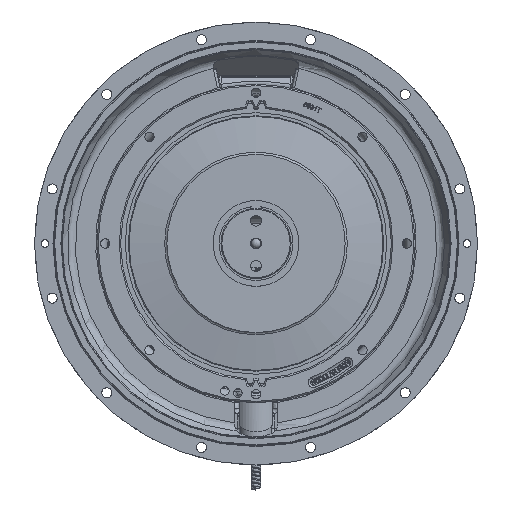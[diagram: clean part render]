
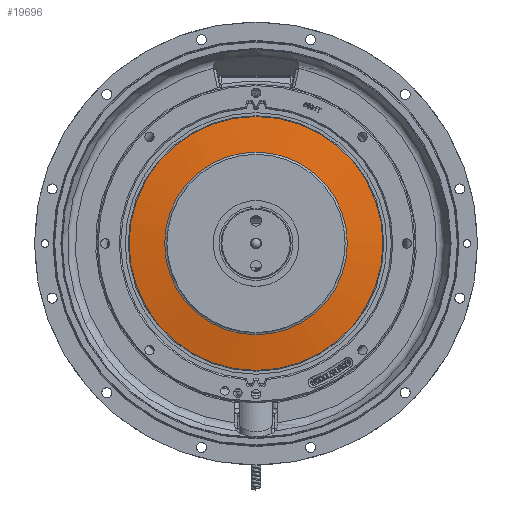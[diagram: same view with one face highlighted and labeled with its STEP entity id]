
A CAD part, top view. The second image highlights one B-rep face of the part: STEP entity #19696.
In plain terms, the highlighted conical face has half-angle 81.101 degrees and reference radius 144.45 mm.
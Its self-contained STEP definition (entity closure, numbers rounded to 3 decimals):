
#856 = VERTEX_POINT ( 'NONE', #70174 ) ;
#2643 = FACE_BOUND ( 'NONE', #6610, .T. ) ;
#6610 = EDGE_LOOP ( 'NONE', ( #69846 ) ) ;
#7804 = CIRCLE ( 'NONE', #156702, 101.049 ) ;
#7933 = CARTESIAN_POINT ( 'NONE',  ( 0., 0., 47.212 ) ) ;
#19696 = ADVANCED_FACE ( 'NONE', ( #153067, #2643 ), #72036, .T. ) ;
#19805 = CARTESIAN_POINT ( 'NONE',  ( -101.049, 0., 47.212 ) ) ;
#27270 = AXIS2_PLACEMENT_3D ( 'NONE', #92880, #69145, #107383 ) ;
#27606 = EDGE_LOOP ( 'NONE', ( #55927 ) ) ;
#47393 = CIRCLE ( 'NONE', #27270, 140.428 ) ;
#55897 = DIRECTION ( 'NONE',  ( 0., 0., -1. ) ) ;
#55927 = ORIENTED_EDGE ( 'NONE', *, *, #137663, .T. ) ;
#62890 = EDGE_CURVE ( 'NONE', #89738, #89738, #7804, .T. ) ;
#68578 = CARTESIAN_POINT ( 'NONE',  ( 0., 0., 40.416 ) ) ;
#69145 = DIRECTION ( 'NONE',  ( 0., 0., 1. ) ) ;
#69846 = ORIENTED_EDGE ( 'NONE', *, *, #62890, .T. ) ;
#70174 = CARTESIAN_POINT ( 'NONE',  ( 140.428, 0., 41.046 ) ) ;
#72036 = CONICAL_SURFACE ( 'NONE', #144009, 144.45, 1.415 ) ;
#89738 = VERTEX_POINT ( 'NONE', #19805 ) ;
#92309 = DIRECTION ( 'NONE',  ( 0., 0., -1. ) ) ;
#92880 = CARTESIAN_POINT ( 'NONE',  ( 0., 0., 41.046 ) ) ;
#103207 = DIRECTION ( 'NONE',  ( -1., 0., 0. ) ) ;
#107383 = DIRECTION ( 'NONE',  ( 1., 0., 0. ) ) ;
#117086 = DIRECTION ( 'NONE',  ( -1., 0., 0. ) ) ;
#137663 = EDGE_CURVE ( 'NONE', #856, #856, #47393, .T. ) ;
#144009 = AXIS2_PLACEMENT_3D ( 'NONE', #68578, #92309, #117086 ) ;
#153067 = FACE_OUTER_BOUND ( 'NONE', #27606, .T. ) ;
#156702 = AXIS2_PLACEMENT_3D ( 'NONE', #7933, #55897, #103207 ) ;
